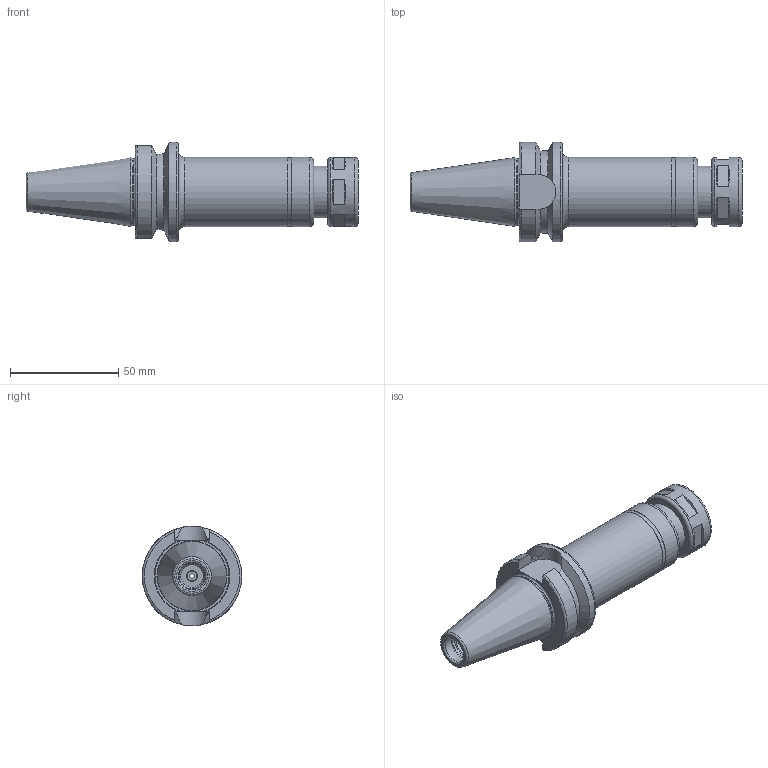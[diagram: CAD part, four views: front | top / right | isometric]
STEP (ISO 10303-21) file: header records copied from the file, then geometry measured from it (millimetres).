
FILE_DESCRIPTION((''),'2;1');
FILE_NAME('254010112105-3D.stp','2020-04-13T13:00:59',('nttooll'),(''),'Autodesk Inventor 2012','Autodesk Inventor 2012','');
FILE_SCHEMA(('AUTOMOTIVE_DESIGN { 1 0 10303 214 1 1 1 1 }'));
Length unit declared in the file: millimetre
Products named in the file (1): 254010112105-3D
Bounding box: 153.4 x 46 x 46 mm (x, y, z)
Volume: 96164.4 mm3; surface area: 26303.5 mm2
Topology: 1 solids, 1 shells, 110 faces, 224 edges, 140 vertices
Faces by surface type: plane 47, cylinder 32, cone 20, torus 11
Full cylindrical faces by diameter (mm): 2 x1, 4.5 x1, 5 x1, 9.57 x1, 10.5 x1, 12 x1, 12.5 x1, 12.8 x2, 12.9 x2, 13.3 x1, 14 x2, 14.5 x1, 17 x1, 18.2 x1, 20.5 x1, 24 x2, 30.8 x1, 31.6 x1, 32 x3, 46 x1
Entity records: 2698 total; most frequent: CARTESIAN_POINT 541, DIRECTION 466, ORIENTED_EDGE 342, AXIS2_PLACEMENT_3D 210, EDGE_LOOP 186, EDGE_CURVE 171, VERTEX_POINT 137, FACE_OUTER_BOUND 110
